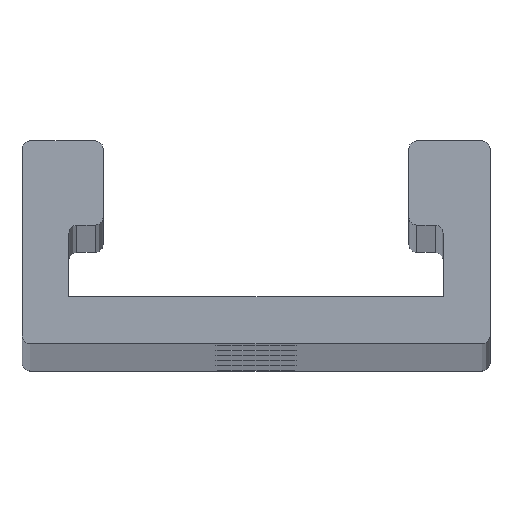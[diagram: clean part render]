
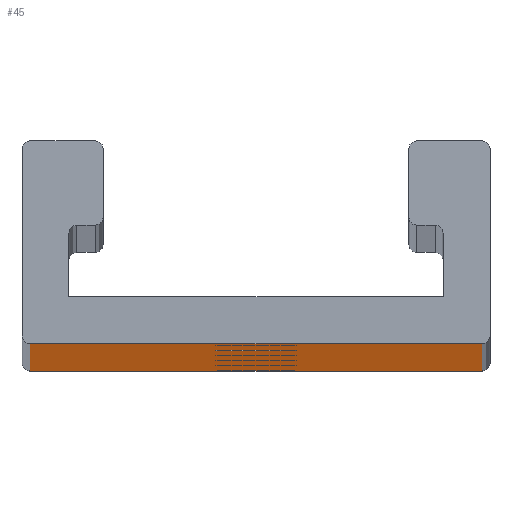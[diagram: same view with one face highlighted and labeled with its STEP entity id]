
A CAD part, top view. The second image highlights one B-rep face of the part: STEP entity #45.
In plain terms, the highlighted planar face has unit normal (0, -1, 0).
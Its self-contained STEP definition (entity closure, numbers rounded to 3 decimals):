
#3 = CARTESIAN_POINT ( 'NONE',  ( 15., 0., -280.375 ) ) ;
#15 = VERTEX_POINT ( 'NONE', #234 ) ;
#18 = AXIS2_PLACEMENT_3D ( 'NONE', #680, #1052, #897 ) ;
#25 = DIRECTION ( 'NONE',  ( 0., -1., 0. ) ) ;
#26 = EDGE_CURVE ( 'NONE', #334, #1107, #813, .T. ) ;
#37 = CARTESIAN_POINT ( 'NONE',  ( 15., 0., -459.375 ) ) ;
#45 = ADVANCED_FACE ( 'NONE', ( #1372, #1525, #565, #211, #449, #319, #1490 ), #1366, .F. ) ;
#76 = DIRECTION ( 'NONE',  ( 0., 0., 1. ) ) ;
#108 = AXIS2_PLACEMENT_3D ( 'NONE', #1215, #1096, #508 ) ;
#111 = EDGE_LOOP ( 'NONE', ( #775, #702 ) ) ;
#118 = ORIENTED_EDGE ( 'NONE', *, *, #1225, .F. ) ;
#127 = DIRECTION ( 'NONE',  ( 1., 0., 0. ) ) ;
#133 = LINE ( 'NONE', #964, #980 ) ;
#164 = DIRECTION ( 'NONE',  ( 0., 0., 1. ) ) ;
#176 = AXIS2_PLACEMENT_3D ( 'NONE', #506, #25, #378 ) ;
#177 = VECTOR ( 'NONE', #1236, 1000. ) ;
#178 = CARTESIAN_POINT ( 'NONE',  ( 29.5, 0., 500. ) ) ;
#187 = CARTESIAN_POINT ( 'NONE',  ( 15., 0., -106.625 ) ) ;
#203 = AXIS2_PLACEMENT_3D ( 'NONE', #1427, #1009, #655 ) ;
#206 = ORIENTED_EDGE ( 'NONE', *, *, #677, .F. ) ;
#208 = VERTEX_POINT ( 'NONE', #970 ) ;
#211 = FACE_BOUND ( 'NONE', #1119, .T. ) ;
#221 = ORIENTED_EDGE ( 'NONE', *, *, #1468, .F. ) ;
#231 = ORIENTED_EDGE ( 'NONE', *, *, #424, .F. ) ;
#234 = CARTESIAN_POINT ( 'NONE',  ( 15., 0., 77.625 ) ) ;
#273 = VECTOR ( 'NONE', #1389, 1000. ) ;
#275 = AXIS2_PLACEMENT_3D ( 'NONE', #1449, #384, #941 ) ;
#284 = DIRECTION ( 'NONE',  ( 0., -1., 0. ) ) ;
#299 = AXIS2_PLACEMENT_3D ( 'NONE', #1150, #1266, #1035 ) ;
#316 = EDGE_CURVE ( 'NONE', #842, #1423, #1229, .T. ) ;
#319 = FACE_BOUND ( 'NONE', #447, .T. ) ;
#330 = AXIS2_PLACEMENT_3D ( 'NONE', #1354, #284, #164 ) ;
#333 = DIRECTION ( 'NONE',  ( 0., -1., 0. ) ) ;
#334 = VERTEX_POINT ( 'NONE', #1106 ) ;
#337 = EDGE_CURVE ( 'NONE', #1012, #658, #1000, .T. ) ;
#348 = CARTESIAN_POINT ( 'NONE',  ( 15., 0., 435.625 ) ) ;
#362 = CARTESIAN_POINT ( 'NONE',  ( 15., 0., -464.625 ) ) ;
#374 = CARTESIAN_POINT ( 'NONE',  ( 15., 0., 430.375 ) ) ;
#378 = DIRECTION ( 'NONE',  ( 0., 0., 1. ) ) ;
#384 = DIRECTION ( 'NONE',  ( 0., -1., 0. ) ) ;
#387 = EDGE_CURVE ( 'NONE', #1115, #208, #1288, .T. ) ;
#390 = VERTEX_POINT ( 'NONE', #584 ) ;
#424 = EDGE_CURVE ( 'NONE', #658, #1012, #684, .T. ) ;
#444 = ORIENTED_EDGE ( 'NONE', *, *, #934, .F. ) ;
#447 = EDGE_LOOP ( 'NONE', ( #231, #1171 ) ) ;
#449 = FACE_BOUND ( 'NONE', #111, .T. ) ;
#452 = ORIENTED_EDGE ( 'NONE', *, *, #764, .T. ) ;
#481 = VERTEX_POINT ( 'NONE', #187 ) ;
#496 = CIRCLE ( 'NONE', #783, 2.625 ) ;
#506 = CARTESIAN_POINT ( 'NONE',  ( 15., 0., 75. ) ) ;
#508 = DIRECTION ( 'NONE',  ( 0., 0., 1. ) ) ;
#525 = CARTESIAN_POINT ( 'NONE',  ( 15., 0., 254. ) ) ;
#527 = ORIENTED_EDGE ( 'NONE', *, *, #536, .F. ) ;
#529 = CARTESIAN_POINT ( 'NONE',  ( 0., 0., 500. ) ) ;
#536 = EDGE_CURVE ( 'NONE', #696, #481, #591, .T. ) ;
#537 = CIRCLE ( 'NONE', #563, 2.625 ) ;
#563 = AXIS2_PLACEMENT_3D ( 'NONE', #1002, #1482, #885 ) ;
#565 = FACE_BOUND ( 'NONE', #1500, .T. ) ;
#574 = CARTESIAN_POINT ( 'NONE',  ( 29.5, 0., 500. ) ) ;
#582 = CARTESIAN_POINT ( 'NONE',  ( 15., 0., -104. ) ) ;
#584 = CARTESIAN_POINT ( 'NONE',  ( 15., 0., -285.625 ) ) ;
#591 = CIRCLE ( 'NONE', #979, 2.625 ) ;
#594 = CIRCLE ( 'NONE', #1457, 2.625 ) ;
#604 = ORIENTED_EDGE ( 'NONE', *, *, #1082, .F. ) ;
#655 = DIRECTION ( 'NONE',  ( 0., 0., 1. ) ) ;
#658 = VERTEX_POINT ( 'NONE', #348 ) ;
#662 = CIRCLE ( 'NONE', #330, 2.625 ) ;
#674 = VERTEX_POINT ( 'NONE', #3 ) ;
#677 = EDGE_CURVE ( 'NONE', #674, #390, #1330, .T. ) ;
#680 = CARTESIAN_POINT ( 'NONE',  ( 15., 0., 433. ) ) ;
#684 = CIRCLE ( 'NONE', #18, 2.625 ) ;
#696 = VERTEX_POINT ( 'NONE', #1292 ) ;
#702 = ORIENTED_EDGE ( 'NONE', *, *, #909, .F. ) ;
#729 = DIRECTION ( 'NONE',  ( 0., -1., 0. ) ) ;
#764 = EDGE_CURVE ( 'NONE', #208, #334, #133, .T. ) ;
#765 = LINE ( 'NONE', #529, #177 ) ;
#771 = DIRECTION ( 'NONE',  ( 0., -1., 0. ) ) ;
#775 = ORIENTED_EDGE ( 'NONE', *, *, #953, .F. ) ;
#783 = AXIS2_PLACEMENT_3D ( 'NONE', #1319, #729, #826 ) ;
#787 = DIRECTION ( 'NONE',  ( 0., 0., -1. ) ) ;
#789 = CARTESIAN_POINT ( 'NONE',  ( 15., 0., -104. ) ) ;
#798 = ORIENTED_EDGE ( 'NONE', *, *, #1256, .F. ) ;
#802 = CARTESIAN_POINT ( 'NONE',  ( 0.5, 0., 500. ) ) ;
#809 = AXIS2_PLACEMENT_3D ( 'NONE', #525, #771, #1238 ) ;
#813 = LINE ( 'NONE', #574, #273 ) ;
#826 = DIRECTION ( 'NONE',  ( 0., 0., 1. ) ) ;
#830 = EDGE_CURVE ( 'NONE', #1147, #15, #835, .T. ) ;
#835 = CIRCLE ( 'NONE', #176, 2.625 ) ;
#842 = VERTEX_POINT ( 'NONE', #37 ) ;
#885 = DIRECTION ( 'NONE',  ( 0., 0., 1. ) ) ;
#897 = DIRECTION ( 'NONE',  ( 0., 0., 1. ) ) ;
#909 = EDGE_CURVE ( 'NONE', #1228, #1315, #1003, .T. ) ;
#934 = EDGE_CURVE ( 'NONE', #15, #1147, #662, .T. ) ;
#941 = DIRECTION ( 'NONE',  ( 0., 0., 1. ) ) ;
#953 = EDGE_CURVE ( 'NONE', #1315, #1228, #537, .T. ) ;
#964 = CARTESIAN_POINT ( 'NONE',  ( 0., 0., -500. ) ) ;
#970 = CARTESIAN_POINT ( 'NONE',  ( 0.5, 0., -500. ) ) ;
#979 = AXIS2_PLACEMENT_3D ( 'NONE', #789, #1493, #1155 ) ;
#980 = VECTOR ( 'NONE', #127, 1000. ) ;
#1000 = CIRCLE ( 'NONE', #275, 2.625 ) ;
#1002 = CARTESIAN_POINT ( 'NONE',  ( 15., 0., 254. ) ) ;
#1003 = CIRCLE ( 'NONE', #809, 2.625 ) ;
#1009 = DIRECTION ( 'NONE',  ( 0., -1., 0. ) ) ;
#1012 = VERTEX_POINT ( 'NONE', #374 ) ;
#1022 = ORIENTED_EDGE ( 'NONE', *, *, #316, .F. ) ;
#1034 = CARTESIAN_POINT ( 'NONE',  ( 15., 0., 256.625 ) ) ;
#1035 = DIRECTION ( 'NONE',  ( 0., 0., 1. ) ) ;
#1041 = DIRECTION ( 'NONE',  ( 0., -1., 0. ) ) ;
#1052 = DIRECTION ( 'NONE',  ( 0., -1., 0. ) ) ;
#1075 = CARTESIAN_POINT ( 'NONE',  ( 15., 0., -283. ) ) ;
#1082 = EDGE_CURVE ( 'NONE', #1423, #842, #1351, .T. ) ;
#1096 = DIRECTION ( 'NONE',  ( 0., -1., 0. ) ) ;
#1106 = CARTESIAN_POINT ( 'NONE',  ( 29.5, 0., -500. ) ) ;
#1107 = VERTEX_POINT ( 'NONE', #178 ) ;
#1115 = VERTEX_POINT ( 'NONE', #1480 ) ;
#1117 = CARTESIAN_POINT ( 'NONE',  ( 15., 0., 72.375 ) ) ;
#1119 = EDGE_LOOP ( 'NONE', ( #444, #1494 ) ) ;
#1147 = VERTEX_POINT ( 'NONE', #1117 ) ;
#1150 = CARTESIAN_POINT ( 'NONE',  ( 0., 0., 500. ) ) ;
#1155 = DIRECTION ( 'NONE',  ( 0., 0., 1. ) ) ;
#1164 = DIRECTION ( 'NONE',  ( 0., 0., 1. ) ) ;
#1171 = ORIENTED_EDGE ( 'NONE', *, *, #337, .F. ) ;
#1215 = CARTESIAN_POINT ( 'NONE',  ( 15., 0., -462. ) ) ;
#1225 = EDGE_CURVE ( 'NONE', #1115, #1107, #765, .T. ) ;
#1228 = VERTEX_POINT ( 'NONE', #1344 ) ;
#1229 = CIRCLE ( 'NONE', #108, 2.625 ) ;
#1236 = DIRECTION ( 'NONE',  ( 1., 0., 0. ) ) ;
#1238 = DIRECTION ( 'NONE',  ( 0., 0., 1. ) ) ;
#1256 = EDGE_CURVE ( 'NONE', #481, #696, #594, .T. ) ;
#1266 = DIRECTION ( 'NONE',  ( 0., 1., 0. ) ) ;
#1279 = EDGE_LOOP ( 'NONE', ( #1022, #604 ) ) ;
#1288 = LINE ( 'NONE', #802, #1328 ) ;
#1292 = CARTESIAN_POINT ( 'NONE',  ( 15., 0., -101.375 ) ) ;
#1299 = EDGE_LOOP ( 'NONE', ( #452, #1532, #118, #1519 ) ) ;
#1308 = EDGE_LOOP ( 'NONE', ( #206, #221 ) ) ;
#1315 = VERTEX_POINT ( 'NONE', #1034 ) ;
#1319 = CARTESIAN_POINT ( 'NONE',  ( 15., 0., -283. ) ) ;
#1328 = VECTOR ( 'NONE', #787, 1000. ) ;
#1330 = CIRCLE ( 'NONE', #1507, 2.625 ) ;
#1344 = CARTESIAN_POINT ( 'NONE',  ( 15., 0., 251.375 ) ) ;
#1351 = CIRCLE ( 'NONE', #203, 2.625 ) ;
#1354 = CARTESIAN_POINT ( 'NONE',  ( 15., 0., 75. ) ) ;
#1366 = PLANE ( 'NONE',  #299 ) ;
#1372 = FACE_BOUND ( 'NONE', #1279, .T. ) ;
#1389 = DIRECTION ( 'NONE',  ( 0., 0., 1. ) ) ;
#1423 = VERTEX_POINT ( 'NONE', #362 ) ;
#1427 = CARTESIAN_POINT ( 'NONE',  ( 15., 0., -462. ) ) ;
#1449 = CARTESIAN_POINT ( 'NONE',  ( 15., 0., 433. ) ) ;
#1457 = AXIS2_PLACEMENT_3D ( 'NONE', #582, #1041, #76 ) ;
#1468 = EDGE_CURVE ( 'NONE', #390, #674, #496, .T. ) ;
#1480 = CARTESIAN_POINT ( 'NONE',  ( 0.5, 0., 500. ) ) ;
#1482 = DIRECTION ( 'NONE',  ( 0., -1., 0. ) ) ;
#1490 = FACE_OUTER_BOUND ( 'NONE', #1299, .T. ) ;
#1493 = DIRECTION ( 'NONE',  ( 0., -1., 0. ) ) ;
#1494 = ORIENTED_EDGE ( 'NONE', *, *, #830, .F. ) ;
#1500 = EDGE_LOOP ( 'NONE', ( #527, #798 ) ) ;
#1507 = AXIS2_PLACEMENT_3D ( 'NONE', #1075, #333, #1164 ) ;
#1519 = ORIENTED_EDGE ( 'NONE', *, *, #387, .T. ) ;
#1525 = FACE_BOUND ( 'NONE', #1308, .T. ) ;
#1532 = ORIENTED_EDGE ( 'NONE', *, *, #26, .T. ) ;
